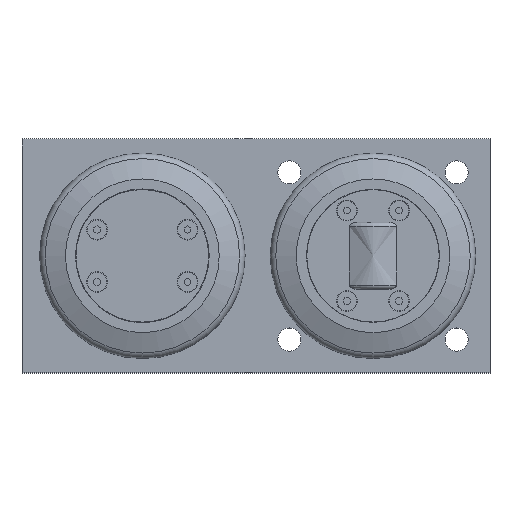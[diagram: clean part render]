
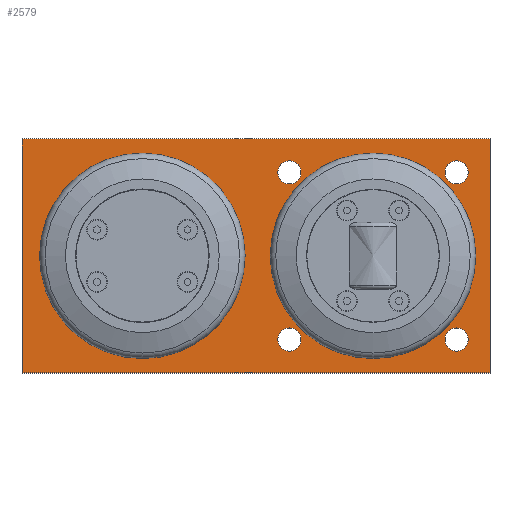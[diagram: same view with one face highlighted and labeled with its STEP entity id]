
A CAD part, top view. The second image highlights one B-rep face of the part: STEP entity #2579.
In plain terms, the highlighted planar face has unit normal (0, 0, 1).
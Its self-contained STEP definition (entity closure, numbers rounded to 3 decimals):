
#71=FACE_BOUND('',#503,.T.);
#72=FACE_BOUND('',#504,.T.);
#73=FACE_BOUND('',#505,.T.);
#74=FACE_BOUND('',#506,.T.);
#75=FACE_BOUND('',#507,.T.);
#76=FACE_BOUND('',#508,.T.);
#153=CIRCLE('',#2803,39.5);
#158=CIRCLE('',#2811,39.5);
#159=CIRCLE('',#2813,6.918);
#160=CIRCLE('',#2814,6.918);
#161=CIRCLE('',#2815,6.918);
#162=CIRCLE('',#2816,6.918);
#163=CIRCLE('',#2817,6.918);
#164=CIRCLE('',#2818,6.918);
#165=CIRCLE('',#2819,6.918);
#166=CIRCLE('',#2820,6.918);
#332=FACE_OUTER_BOUND('',#502,.T.);
#502=EDGE_LOOP('',(#2003,#2004,#2005,#2006));
#503=EDGE_LOOP('',(#2007));
#504=EDGE_LOOP('',(#2008,#2009));
#505=EDGE_LOOP('',(#2010,#2011));
#506=EDGE_LOOP('',(#2012,#2013));
#507=EDGE_LOOP('',(#2014,#2015));
#508=EDGE_LOOP('',(#2016));
#723=LINE('',#4171,#941);
#724=LINE('',#4173,#942);
#725=LINE('',#4175,#943);
#726=LINE('',#4176,#944);
#941=VECTOR('',#3338,10.);
#942=VECTOR('',#3339,10.);
#943=VECTOR('',#3340,10.);
#944=VECTOR('',#3341,10.);
#1159=VERTEX_POINT('',#4149);
#1164=VERTEX_POINT('',#4165);
#1165=VERTEX_POINT('',#4169);
#1166=VERTEX_POINT('',#4170);
#1167=VERTEX_POINT('',#4172);
#1168=VERTEX_POINT('',#4174);
#1169=VERTEX_POINT('',#4177);
#1170=VERTEX_POINT('',#4178);
#1171=VERTEX_POINT('',#4181);
#1172=VERTEX_POINT('',#4182);
#1173=VERTEX_POINT('',#4185);
#1174=VERTEX_POINT('',#4186);
#1175=VERTEX_POINT('',#4189);
#1176=VERTEX_POINT('',#4190);
#1463=EDGE_CURVE('',#1159,#1159,#153,.T.);
#1471=EDGE_CURVE('',#1164,#1164,#158,.T.);
#1472=EDGE_CURVE('',#1165,#1166,#723,.T.);
#1473=EDGE_CURVE('',#1167,#1165,#724,.T.);
#1474=EDGE_CURVE('',#1168,#1167,#725,.T.);
#1475=EDGE_CURVE('',#1166,#1168,#726,.T.);
#1476=EDGE_CURVE('',#1169,#1170,#159,.T.);
#1477=EDGE_CURVE('',#1170,#1169,#160,.T.);
#1478=EDGE_CURVE('',#1171,#1172,#161,.T.);
#1479=EDGE_CURVE('',#1172,#1171,#162,.T.);
#1480=EDGE_CURVE('',#1173,#1174,#163,.T.);
#1481=EDGE_CURVE('',#1174,#1173,#164,.T.);
#1482=EDGE_CURVE('',#1175,#1176,#165,.T.);
#1483=EDGE_CURVE('',#1176,#1175,#166,.T.);
#2003=ORIENTED_EDGE('',*,*,#1472,.F.);
#2004=ORIENTED_EDGE('',*,*,#1473,.F.);
#2005=ORIENTED_EDGE('',*,*,#1474,.F.);
#2006=ORIENTED_EDGE('',*,*,#1475,.F.);
#2007=ORIENTED_EDGE('',*,*,#1463,.T.);
#2008=ORIENTED_EDGE('',*,*,#1476,.T.);
#2009=ORIENTED_EDGE('',*,*,#1477,.T.);
#2010=ORIENTED_EDGE('',*,*,#1478,.T.);
#2011=ORIENTED_EDGE('',*,*,#1479,.T.);
#2012=ORIENTED_EDGE('',*,*,#1480,.T.);
#2013=ORIENTED_EDGE('',*,*,#1481,.T.);
#2014=ORIENTED_EDGE('',*,*,#1482,.T.);
#2015=ORIENTED_EDGE('',*,*,#1483,.T.);
#2016=ORIENTED_EDGE('',*,*,#1471,.T.);
#2449=PLANE('',#2812);
#2579=ADVANCED_FACE('',(#332,#71,#72,#73,#74,#75,#76),#2449,.T.);
#2803=AXIS2_PLACEMENT_3D('',#4151,#3315,#3316);
#2811=AXIS2_PLACEMENT_3D('',#4167,#3334,#3335);
#2812=AXIS2_PLACEMENT_3D('',#4168,#3336,#3337);
#2813=AXIS2_PLACEMENT_3D('',#4179,#3342,#3343);
#2814=AXIS2_PLACEMENT_3D('',#4180,#3344,#3345);
#2815=AXIS2_PLACEMENT_3D('',#4183,#3346,#3347);
#2816=AXIS2_PLACEMENT_3D('',#4184,#3348,#3349);
#2817=AXIS2_PLACEMENT_3D('',#4187,#3350,#3351);
#2818=AXIS2_PLACEMENT_3D('',#4188,#3352,#3353);
#2819=AXIS2_PLACEMENT_3D('',#4191,#3354,#3355);
#2820=AXIS2_PLACEMENT_3D('',#4192,#3356,#3357);
#3315=DIRECTION('center_axis',(0.,0.,-1.));
#3316=DIRECTION('ref_axis',(0.,-1.,0.));
#3334=DIRECTION('center_axis',(0.,0.,-1.));
#3335=DIRECTION('ref_axis',(0.,1.,0.));
#3336=DIRECTION('center_axis',(0.,0.,1.));
#3337=DIRECTION('ref_axis',(1.,0.,0.));
#3338=DIRECTION('',(0.,1.,0.));
#3339=DIRECTION('',(-1.,0.,0.));
#3340=DIRECTION('',(0.,-1.,0.));
#3341=DIRECTION('',(1.,0.,0.));
#3342=DIRECTION('center_axis',(0.,0.,-1.));
#3343=DIRECTION('ref_axis',(1.,0.,0.));
#3344=DIRECTION('center_axis',(0.,0.,-1.));
#3345=DIRECTION('ref_axis',(1.,0.,0.));
#3346=DIRECTION('center_axis',(0.,0.,-1.));
#3347=DIRECTION('ref_axis',(1.,0.,0.));
#3348=DIRECTION('center_axis',(0.,0.,-1.));
#3349=DIRECTION('ref_axis',(1.,0.,0.));
#3350=DIRECTION('center_axis',(0.,0.,-1.));
#3351=DIRECTION('ref_axis',(1.,0.,0.));
#3352=DIRECTION('center_axis',(0.,0.,-1.));
#3353=DIRECTION('ref_axis',(1.,0.,0.));
#3354=DIRECTION('center_axis',(0.,0.,-1.));
#3355=DIRECTION('ref_axis',(1.,0.,0.));
#3356=DIRECTION('center_axis',(0.,0.,-1.));
#3357=DIRECTION('ref_axis',(1.,0.,0.));
#4149=CARTESIAN_POINT('',(-93.786,32.762,-12.068));
#4151=CARTESIAN_POINT('Origin',(-93.786,-6.738,-12.068));
#4165=CARTESIAN_POINT('',(44.214,-46.238,-12.068));
#4167=CARTESIAN_POINT('Origin',(44.214,-6.738,-12.068));
#4168=CARTESIAN_POINT('Origin',(-25.786,-6.738,-12.068));
#4169=CARTESIAN_POINT('',(-165.786,-76.738,-12.068));
#4170=CARTESIAN_POINT('',(-165.786,63.262,-12.068));
#4171=CARTESIAN_POINT('',(-165.786,63.262,-12.068));
#4172=CARTESIAN_POINT('',(114.214,-76.738,-12.068));
#4173=CARTESIAN_POINT('',(-165.786,-76.738,-12.068));
#4174=CARTESIAN_POINT('',(114.214,63.262,-12.068));
#4175=CARTESIAN_POINT('',(114.214,-76.738,-12.068));
#4176=CARTESIAN_POINT('',(114.214,63.262,-12.068));
#4177=CARTESIAN_POINT('',(1.132,-56.738,-12.068));
#4178=CARTESIAN_POINT('',(-12.703,-56.738,-12.068));
#4179=CARTESIAN_POINT('Origin',(-5.786,-56.738,-12.068));
#4180=CARTESIAN_POINT('Origin',(-5.786,-56.738,-12.068));
#4181=CARTESIAN_POINT('',(101.132,43.262,-12.068));
#4182=CARTESIAN_POINT('',(87.297,43.262,-12.068));
#4183=CARTESIAN_POINT('Origin',(94.214,43.262,-12.068));
#4184=CARTESIAN_POINT('Origin',(94.214,43.262,-12.068));
#4185=CARTESIAN_POINT('',(101.132,-56.738,-12.068));
#4186=CARTESIAN_POINT('',(87.297,-56.738,-12.068));
#4187=CARTESIAN_POINT('Origin',(94.214,-56.738,-12.068));
#4188=CARTESIAN_POINT('Origin',(94.214,-56.738,-12.068));
#4189=CARTESIAN_POINT('',(1.132,43.262,-12.068));
#4190=CARTESIAN_POINT('',(-12.703,43.262,-12.068));
#4191=CARTESIAN_POINT('Origin',(-5.786,43.262,-12.068));
#4192=CARTESIAN_POINT('Origin',(-5.786,43.262,-12.068));
